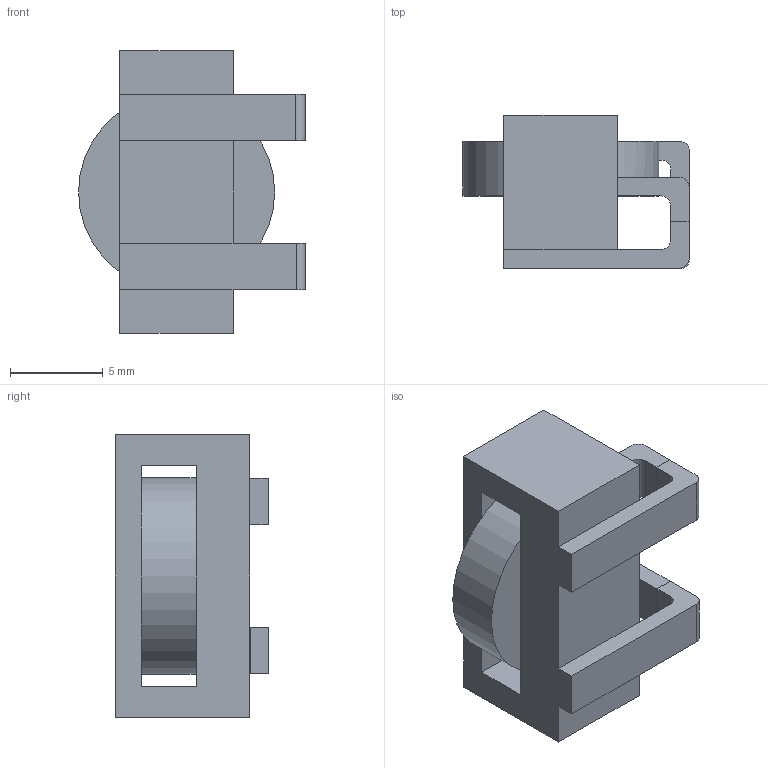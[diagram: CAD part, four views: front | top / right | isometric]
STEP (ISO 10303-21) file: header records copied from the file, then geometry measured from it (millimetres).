
FILE_DESCRIPTION (( 'STEP AP214' ), '1' );
FILE_NAME ('Coilcraft-SER1408.STEP', '2021-01-09T04:51:13', ( '' ), ( '' ), 'SwSTEP 2.0', 'SolidWorks 2020', '' );
FILE_SCHEMA (( 'AUTOMOTIVE_DESIGN' ));
Length unit declared in the file: millimetre
Products named in the file (1): Coilcraft-SER1408
Bounding box: 12.24 x 8.26 x 15.24 mm (x, y, z)
Surface area: 1133.8 mm2 (no closed solid volume)
Topology: 0 solids, 5 shells, 477 faces, 1190 edges, 746 vertices
Faces by surface type: bspline 275, plane 192, cylinder 10
Entity records: 20417 total; most frequent: CARTESIAN_POINT 10422, ORIENTED_EDGE 2364, EDGE_CURVE 1190, DIRECTION 1029, VERTEX_POINT 746, B_SPLINE_CURVE_WITH_KNOTS 591, VECTOR 575, LINE 575
